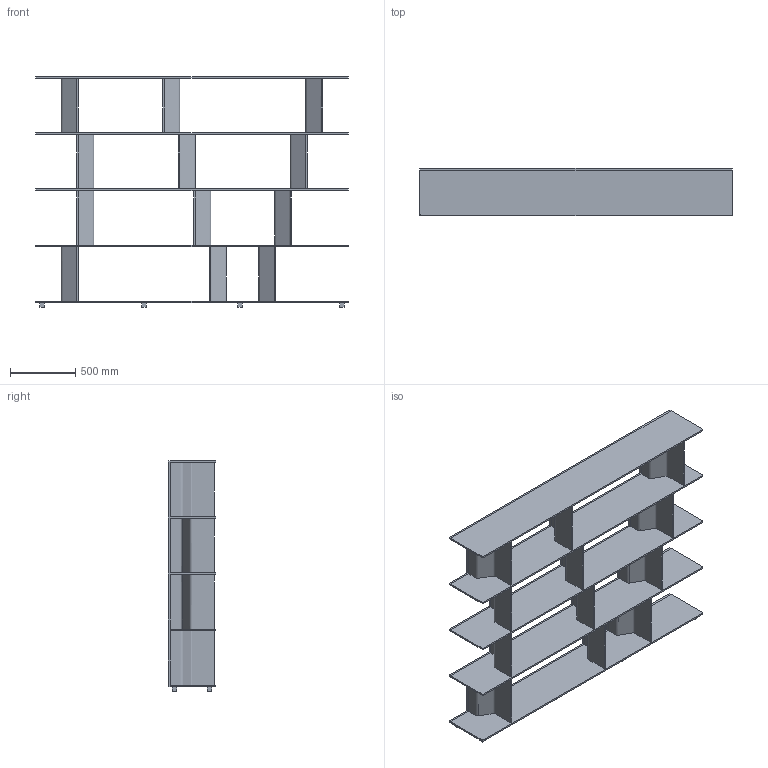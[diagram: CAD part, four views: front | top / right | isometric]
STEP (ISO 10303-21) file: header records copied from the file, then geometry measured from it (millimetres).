
FILE_DESCRIPTION(/* description */ (''),/* implementation_level */ '2;1');
FILE_NAME(/* name */ '8401-bis - Inori comp. A bis',/* time_stamp */ '2010-12-14T11:45:59+01:00',/* author */ (''),/* organization */ (''),/* preprocessor_version */ 'ST-DEVELOPER v10',/* originating_system */ '',/* authorisation */ '');
FILE_SCHEMA (('CONFIG_CONTROL_DESIGN'));
Length unit declared in the file: centimetre
Products named in the file (1): 1
Bounding box: 2400 x 365 x 1775 mm (x, y, z)
Volume: 73990588.5 mm3; surface area: 13904335.9 mm2
Topology: 42 solids, 42 shells, 298 faces, 642 edges, 428 vertices
Faces by surface type: plane 228, bspline 70
Entity records: 8054 total; most frequent: CARTESIAN_POINT 3538, ORIENTED_EDGE 1284, EDGE_CURVE 642, VERTEX_POINT 428, B_SPLINE_CURVE_WITH_KNOTS 410, ADVANCED_FACE 298, FACE_OUTER_BOUND 298, EDGE_LOOP 298
